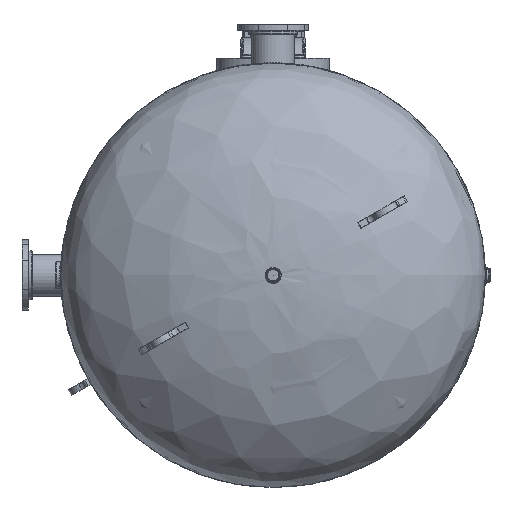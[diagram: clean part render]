
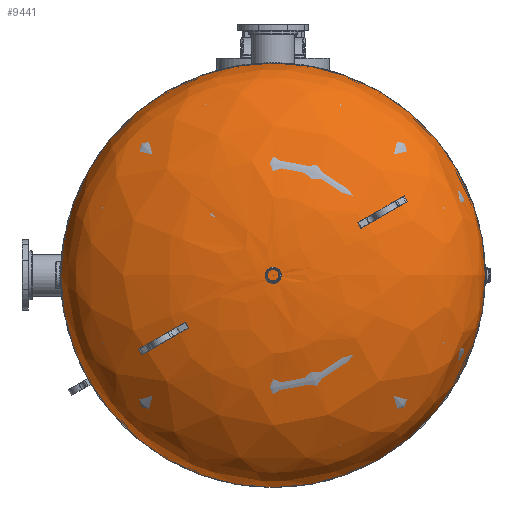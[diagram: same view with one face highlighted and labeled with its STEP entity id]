
A CAD part, left-side view. The second image highlights one B-rep face of the part: STEP entity #9441.
In plain terms, the highlighted free-form (B-spline) face has degree [2, 2] with [3, 9] control points.
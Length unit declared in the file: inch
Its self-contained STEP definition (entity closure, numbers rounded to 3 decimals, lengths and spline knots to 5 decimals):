
#190=ELLIPSE('',#10297,33.,16.6565);
#640=CIRCLE('',#10295,33.);
#641=CIRCLE('',#10296,33.);
#2877=FACE_OUTER_BOUND('',#3421,.T.);
#3421=EDGE_LOOP('',(#6751,#6752,#6753,#6754));
#4313=VERTEX_POINT('',#15084);
#4314=VERTEX_POINT('',#15085);
#4315=VERTEX_POINT('',#15116);
#5272=EDGE_CURVE('',#4313,#4314,#640,.T.);
#5273=EDGE_CURVE('',#4314,#4313,#641,.T.);
#5275=EDGE_CURVE('',#4313,#4315,#190,.T.);
#6751=ORIENTED_EDGE('',*,*,#5275,.F.);
#6752=ORIENTED_EDGE('',*,*,#5272,.T.);
#6753=ORIENTED_EDGE('',*,*,#5273,.T.);
#6754=ORIENTED_EDGE('',*,*,#5275,.T.);
#9403=(
BOUNDED_SURFACE()
B_SPLINE_SURFACE(2,2,((#15089,#15090,#15091,#15092,#15093,#15094,#15095,
#15096,#15097),(#15098,#15099,#15100,#15101,#15102,#15103,#15104,#15105,
#15106),(#15107,#15108,#15109,#15110,#15111,#15112,#15113,#15114,#15115)),
 .UNSPECIFIED.,.F.,.T.,.F.)
B_SPLINE_SURFACE_WITH_KNOTS((3,3),(3,2,2,2,3),(-1.5708,0.),
(0.,1.5708,3.14159,4.71239,6.28319),
 .UNSPECIFIED.)
GEOMETRIC_REPRESENTATION_ITEM()
RATIONAL_B_SPLINE_SURFACE(((1.,0.707,1.,0.707,1.,
0.707,1.,0.707,1.),(0.707,0.5,0.707,
0.5,0.707,0.5,0.707,0.5,0.707),(1.,
0.707,1.,0.707,1.,0.707,1.,0.707,
1.)))
REPRESENTATION_ITEM('')
SURFACE()
);
#9441=ADVANCED_FACE('',(#2877),#9403,.T.);
#10295=AXIS2_PLACEMENT_3D('',#15086,#11339,#11340);
#10296=AXIS2_PLACEMENT_3D('',#15087,#11341,#11342);
#10297=AXIS2_PLACEMENT_3D('',#15117,#11344,#11345);
#11339=DIRECTION('center_axis',(0.,0.,1.));
#11340=DIRECTION('ref_axis',(1.,0.,0.));
#11341=DIRECTION('center_axis',(0.,0.,1.));
#11342=DIRECTION('ref_axis',(1.,0.,0.));
#11344=DIRECTION('center_axis',(-1.,0.,0.));
#11345=DIRECTION('ref_axis',(0.,-1.,0.));
#15084=CARTESIAN_POINT('',(0.,-33.,1.7835));
#15085=CARTESIAN_POINT('',(0.,33.,1.7835));
#15086=CARTESIAN_POINT('Origin',(0.,0.,1.7835));
#15087=CARTESIAN_POINT('Origin',(0.,0.,1.7835));
#15089=CARTESIAN_POINT('Ctrl Pts',(0.,0.,18.44));
#15090=CARTESIAN_POINT('Ctrl Pts',(0.,0.,
18.44));
#15091=CARTESIAN_POINT('Ctrl Pts',(0.,0.,18.44));
#15092=CARTESIAN_POINT('Ctrl Pts',(0.,0.,
18.44));
#15093=CARTESIAN_POINT('Ctrl Pts',(0.,0.,18.44));
#15094=CARTESIAN_POINT('Ctrl Pts',(0.,0.,
18.44));
#15095=CARTESIAN_POINT('Ctrl Pts',(0.,0.,18.44));
#15096=CARTESIAN_POINT('Ctrl Pts',(0.,0.,
18.44));
#15097=CARTESIAN_POINT('Ctrl Pts',(0.,0.,18.44));
#15098=CARTESIAN_POINT('Ctrl Pts',(0.,-33.,18.44));
#15099=CARTESIAN_POINT('Ctrl Pts',(33.,-33.,18.44));
#15100=CARTESIAN_POINT('Ctrl Pts',(33.,0.,18.44));
#15101=CARTESIAN_POINT('Ctrl Pts',(33.,33.,18.44));
#15102=CARTESIAN_POINT('Ctrl Pts',(0.,33.,18.44));
#15103=CARTESIAN_POINT('Ctrl Pts',(-33.,33.,18.44));
#15104=CARTESIAN_POINT('Ctrl Pts',(-33.,0.,18.44));
#15105=CARTESIAN_POINT('Ctrl Pts',(-33.,-33.,18.44));
#15106=CARTESIAN_POINT('Ctrl Pts',(0.,-33.,18.44));
#15107=CARTESIAN_POINT('Ctrl Pts',(0.,-33.,1.7835));
#15108=CARTESIAN_POINT('Ctrl Pts',(33.,-33.,1.7835));
#15109=CARTESIAN_POINT('Ctrl Pts',(33.,0.,1.7835));
#15110=CARTESIAN_POINT('Ctrl Pts',(33.,33.,1.7835));
#15111=CARTESIAN_POINT('Ctrl Pts',(0.,33.,1.7835));
#15112=CARTESIAN_POINT('Ctrl Pts',(-33.,33.,1.7835));
#15113=CARTESIAN_POINT('Ctrl Pts',(-33.,0.,1.7835));
#15114=CARTESIAN_POINT('Ctrl Pts',(-33.,-33.,1.7835));
#15115=CARTESIAN_POINT('Ctrl Pts',(0.,-33.,1.7835));
#15116=CARTESIAN_POINT('',(0.,0.,18.44));
#15117=CARTESIAN_POINT('Origin',(0.,0.,1.7835));
